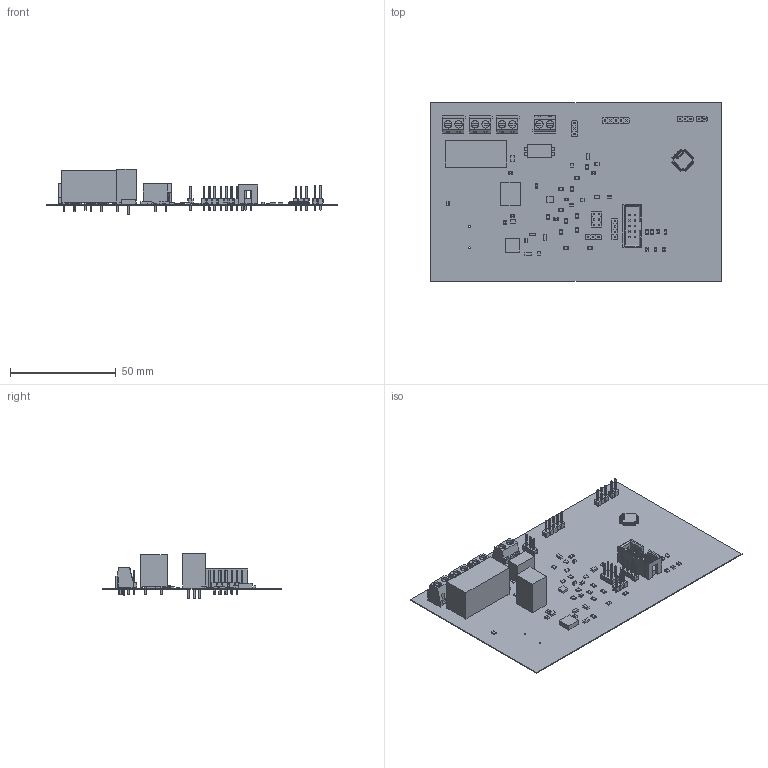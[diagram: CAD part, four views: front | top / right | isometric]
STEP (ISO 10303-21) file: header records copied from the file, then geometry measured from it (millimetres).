
FILE_DESCRIPTION(('Open CASCADE Model'),'2;1');
FILE_NAME('Open CASCADE Shape Model','2023-05-16T23:08:42',('Author'),( 'Open CASCADE'),'Open CASCADE STEP processor 7.5','Open CASCADE 7.5' ,'Unknown');
FILE_SCHEMA(('AUTOMOTIVE_DESIGN { 1 0 10303 214 1 1 1 1 }'));
Length unit declared in the file: millimetre
Products named in the file (117): PCB; Board; Open CASCADE STEP translator 7.5 1.1.1; T5; 6570027696; Extruded; T4; 6051350176; T2; T1; RE1; 5649044608; R22; 6570028816; 6570028576; R21; R20; R19; 6082342272; 6082341952; R17; Cap_KEMET_C0805C472J3HAC_eec; R16; R15; R14; R13; R12; R11; R10; R9; R8; R7; R6; R5; R4; R3.1; R2.1; R1.1; L2; 5649046528 ...
Assembly tree (245 placements, depth 5):
  PCB
    Board
      Open CASCADE STEP translator 7.5 1.1.1
    T5
      6570027696
        Extruded
    T4
      6051350176
        Extruded
    T2
      6570027696
        Extruded
    T1
      6051350176
        Extruded
    RE1
      5649044608
    R22
      6570028816  x2
        Extruded
      6570028576
        Extruded
    R21
      6570028576
        Extruded
      6570028816  x2
        Extruded
    R20
      6570028816  x2
        Extruded
      6570028576
        Extruded
    R19
      6082342272
        Extruded
      6082341952  x2
        Extruded
    R17
      Cap_KEMET_C0805C472J3HAC_eec
      Cap_KEMET_C0805C472J3HAC_eec
      Cap_KEMET_C0805C472J3HAC_eec
    R16
      6082342272
        Extruded
      6082341952  x2
        Extruded
    R15
      6570028816  x2
        Extruded
      6570028576
        Extruded
    R14
      6570028816  x2
        Extruded
      6570028576
        Extruded
    R13
      6082342272
        Extruded
      6082341952  x2
Bounding box: 137.34 x 84.51 x 21.6 mm (x, y, z)
Volume: 16823.8 mm3; surface area: 33444.3 mm2
Topology: 292 solids, 292 shells, 5788 faces, 25650 edges, 31264 vertices
Faces by surface type: plane 2749, bspline 1980, cylinder 787, sphere 272
Full cylindrical faces by diameter (mm): 0.56 x1, 0.8 x2, 0.85 x6, 0.88 x9, 1.02 x2, 1.08 x3, 1.1 x42, 1.4 x8
Entity records: 72373 total; most frequent: CARTESIAN_POINT 15689, ORIENTED_EDGE 10108, DIRECTION 9451, EDGE_CURVE 5054, LINE 3917, VECTOR 3917, VERTEX_POINT 3304, AXIS2_PLACEMENT_3D 2767
